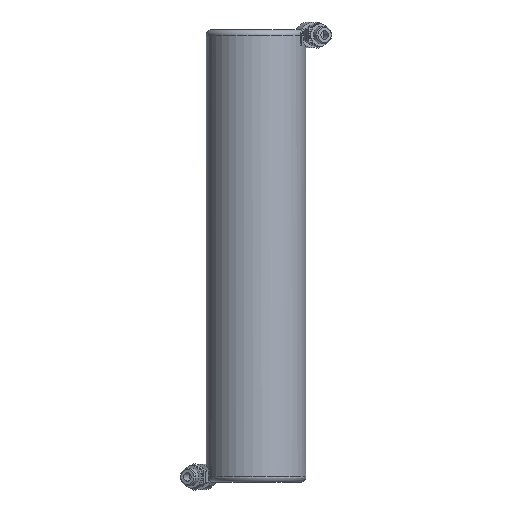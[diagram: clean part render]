
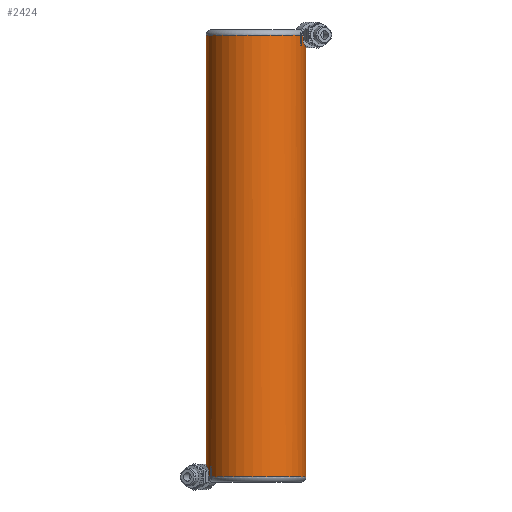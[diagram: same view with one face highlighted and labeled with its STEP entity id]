
A CAD part, front view. The second image highlights one B-rep face of the part: STEP entity #2424.
In plain terms, the highlighted cylindrical face has radius 37.5 mm (diameter 75 mm), a full revolution.
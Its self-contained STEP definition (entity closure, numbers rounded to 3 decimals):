
#114=ELLIPSE('',#2539,43.301,37.5);
#115=ELLIPSE('',#2541,43.301,37.5);
#116=ELLIPSE('',#2542,43.301,37.5);
#117=ELLIPSE('',#2544,43.301,37.5);
#120=B_SPLINE_CURVE_WITH_KNOTS('',3,(#3188,#3189,#3190,#3191,#3192,#3193,
#3194,#3195,#3196,#3197,#3198),.UNSPECIFIED.,.F.,.F.,(4,1,1,1,1,1,1,1,4),
(0.,0.001,0.002,0.005,
0.007,0.009,0.011,0.014,
0.018),.UNSPECIFIED.);
#121=B_SPLINE_CURVE_WITH_KNOTS('',3,(#3200,#3201,#3202,#3203,#3204,#3205),
 .UNSPECIFIED.,.F.,.F.,(4,1,1,4),(0.028,0.033,
0.036,0.038),.UNSPECIFIED.);
#122=B_SPLINE_CURVE_WITH_KNOTS('',3,(#3233,#3234,#3235,#3236,#3237,#3238,
#3239,#3240,#3241,#3242,#3243),.UNSPECIFIED.,.F.,.F.,(4,1,1,1,1,1,1,1,4),
(0.,0.001,0.002,0.005,
0.007,0.009,0.011,0.014,
0.018),.UNSPECIFIED.);
#123=B_SPLINE_CURVE_WITH_KNOTS('',3,(#3245,#3246,#3247,#3248,#3249,#3250),
 .UNSPECIFIED.,.F.,.F.,(4,1,1,4),(0.028,0.033,
0.036,0.038),.UNSPECIFIED.);
#200=CIRCLE('',#2538,37.5);
#201=CIRCLE('',#2540,37.5);
#202=CIRCLE('',#2543,37.5);
#203=CIRCLE('',#2545,37.5);
#268=ORIENTED_EDGE('',*,*,#768,.F.);
#269=ORIENTED_EDGE('',*,*,#769,.T.);
#270=ORIENTED_EDGE('',*,*,#770,.T.);
#271=ORIENTED_EDGE('',*,*,#771,.T.);
#272=ORIENTED_EDGE('',*,*,#772,.T.);
#273=ORIENTED_EDGE('',*,*,#773,.T.);
#274=ORIENTED_EDGE('',*,*,#774,.T.);
#275=ORIENTED_EDGE('',*,*,#775,.T.);
#276=ORIENTED_EDGE('',*,*,#776,.T.);
#277=ORIENTED_EDGE('',*,*,#777,.F.);
#278=ORIENTED_EDGE('',*,*,#778,.T.);
#279=ORIENTED_EDGE('',*,*,#779,.T.);
#280=ORIENTED_EDGE('',*,*,#780,.F.);
#281=ORIENTED_EDGE('',*,*,#781,.T.);
#282=ORIENTED_EDGE('',*,*,#782,.F.);
#283=ORIENTED_EDGE('',*,*,#783,.F.);
#284=ORIENTED_EDGE('',*,*,#784,.F.);
#285=ORIENTED_EDGE('',*,*,#785,.T.);
#286=ORIENTED_EDGE('',*,*,#786,.T.);
#287=ORIENTED_EDGE('',*,*,#787,.T.);
#768=EDGE_CURVE('',#1018,#1019,#1188,.T.);
#769=EDGE_CURVE('',#1018,#1020,#200,.T.);
#770=EDGE_CURVE('',#1020,#1021,#120,.T.);
#771=EDGE_CURVE('',#1021,#1022,#121,.T.);
#772=EDGE_CURVE('',#1022,#1023,#1189,.T.);
#773=EDGE_CURVE('',#1023,#1024,#114,.F.);
#774=EDGE_CURVE('',#1024,#1025,#1190,.F.);
#775=EDGE_CURVE('',#1025,#1026,#201,.T.);
#776=EDGE_CURVE('',#1026,#1027,#1191,.T.);
#777=EDGE_CURVE('',#1019,#1027,#115,.F.);
#778=EDGE_CURVE('',#1028,#1029,#116,.F.);
#779=EDGE_CURVE('',#1029,#1030,#1192,.T.);
#780=EDGE_CURVE('',#1031,#1030,#202,.T.);
#781=EDGE_CURVE('',#1031,#1032,#1193,.F.);
#782=EDGE_CURVE('',#1033,#1032,#117,.F.);
#783=EDGE_CURVE('',#1034,#1033,#1194,.F.);
#784=EDGE_CURVE('',#1035,#1034,#203,.T.);
#785=EDGE_CURVE('',#1035,#1036,#122,.T.);
#786=EDGE_CURVE('',#1036,#1037,#123,.T.);
#787=EDGE_CURVE('',#1037,#1028,#1195,.F.);
#1018=VERTEX_POINT('',#3184);
#1019=VERTEX_POINT('',#3185);
#1020=VERTEX_POINT('',#3187);
#1021=VERTEX_POINT('',#3199);
#1022=VERTEX_POINT('',#3206);
#1023=VERTEX_POINT('',#3208);
#1024=VERTEX_POINT('',#3210);
#1025=VERTEX_POINT('',#3212);
#1026=VERTEX_POINT('',#3214);
#1027=VERTEX_POINT('',#3216);
#1028=VERTEX_POINT('',#3219);
#1029=VERTEX_POINT('',#3220);
#1030=VERTEX_POINT('',#3222);
#1031=VERTEX_POINT('',#3224);
#1032=VERTEX_POINT('',#3226);
#1033=VERTEX_POINT('',#3228);
#1034=VERTEX_POINT('',#3230);
#1035=VERTEX_POINT('',#3232);
#1036=VERTEX_POINT('',#3244);
#1037=VERTEX_POINT('',#3251);
#1188=LINE('',#3183,#1284);
#1189=LINE('',#3207,#1285);
#1190=LINE('',#3211,#1286);
#1191=LINE('',#3215,#1287);
#1192=LINE('',#3221,#1288);
#1193=LINE('',#3225,#1289);
#1194=LINE('',#3229,#1290);
#1195=LINE('',#3252,#1291);
#1284=VECTOR('',#2723,1000.);
#1285=VECTOR('',#2726,1000.);
#1286=VECTOR('',#2729,1000.);
#1287=VECTOR('',#2732,1000.);
#1288=VECTOR('',#2737,1000.);
#1289=VECTOR('',#2740,1000.);
#1290=VECTOR('',#2743,1000.);
#1291=VECTOR('',#2746,1000.);
#1380=EDGE_LOOP('',(#268,#269,#270,#271,#272,#273,#274,#275,#276,#277));
#1381=EDGE_LOOP('',(#278,#279,#280,#281,#282,#283,#284,#285,#286,#287));
#1516=FACE_BOUND('',#1380,.T.);
#1517=FACE_BOUND('',#1381,.T.);
#1652=CYLINDRICAL_SURFACE('',#2537,37.5);
#2424=ADVANCED_FACE('',(#1516,#1517),#1652,.T.);
#2537=AXIS2_PLACEMENT_3D('',#3182,#2721,#2722);
#2538=AXIS2_PLACEMENT_3D('',#3186,#2724,#2725);
#2539=AXIS2_PLACEMENT_3D('',#3209,#2727,#2728);
#2540=AXIS2_PLACEMENT_3D('',#3213,#2730,#2731);
#2541=AXIS2_PLACEMENT_3D('',#3217,#2733,#2734);
#2542=AXIS2_PLACEMENT_3D('',#3218,#2735,#2736);
#2543=AXIS2_PLACEMENT_3D('',#3223,#2738,#2739);
#2544=AXIS2_PLACEMENT_3D('',#3227,#2741,#2742);
#2545=AXIS2_PLACEMENT_3D('',#3231,#2744,#2745);
#2721=DIRECTION('',(0.,0.,-1.));
#2722=DIRECTION('',(-1.,0.,0.));
#2723=DIRECTION('',(0.,0.,-1.));
#2724=DIRECTION('',(0.,0.,-1.));
#2725=DIRECTION('',(-1.,0.,0.));
#2726=DIRECTION('',(0.,0.,-1.));
#2727=DIRECTION('',(0.433,0.25,0.866));
#2728=DIRECTION('',(0.75,0.433,-0.5));
#2729=DIRECTION('',(0.,0.,-1.));
#2730=DIRECTION('',(0.,0.,-1.));
#2731=DIRECTION('',(-1.,0.,0.));
#2732=DIRECTION('',(0.,0.,-1.));
#2733=DIRECTION('',(-0.433,-0.25,-0.866));
#2734=DIRECTION('',(0.75,0.433,-0.5));
#2735=DIRECTION('',(-0.433,0.25,-0.866));
#2736=DIRECTION('',(0.75,-0.433,-0.5));
#2737=DIRECTION('',(0.,0.,-1.));
#2738=DIRECTION('',(0.,0.,-1.));
#2739=DIRECTION('',(-1.,0.,0.));
#2740=DIRECTION('',(0.,0.,-1.));
#2741=DIRECTION('',(0.433,-0.25,0.866));
#2742=DIRECTION('',(0.75,-0.433,-0.5));
#2743=DIRECTION('',(0.,0.,-1.));
#2744=DIRECTION('',(0.,0.,-1.));
#2745=DIRECTION('',(-1.,0.,0.));
#2746=DIRECTION('',(0.,0.,-1.));
#3182=CARTESIAN_POINT('',(0.,37.5,-340.));
#3183=CARTESIAN_POINT('',(33.467,20.583,-340.));
#3184=CARTESIAN_POINT('',(33.467,20.583,-3.975));
#3185=CARTESIAN_POINT('',(33.467,20.583,-11.481));
#3186=CARTESIAN_POINT('',(0.,37.5,-3.975));
#3187=CARTESIAN_POINT('',(34.224,52.828,-3.975));
#3188=CARTESIAN_POINT('',(34.224,52.828,-3.975));
#3189=CARTESIAN_POINT('',(34.224,52.828,-4.365));
#3190=CARTESIAN_POINT('',(34.327,52.6,-5.108));
#3191=CARTESIAN_POINT('',(34.714,51.702,-6.312));
#3192=CARTESIAN_POINT('',(35.257,50.319,-7.494));
#3193=CARTESIAN_POINT('',(35.869,48.497,-8.746));
#3194=CARTESIAN_POINT('',(36.397,46.601,-9.866));
#3195=CARTESIAN_POINT('',(36.833,44.638,-10.897));
#3196=CARTESIAN_POINT('',(37.281,41.942,-12.16));
#3197=CARTESIAN_POINT('',(37.457,39.812,-12.984));
#3198=CARTESIAN_POINT('',(37.49,38.36,-13.454));
#3199=CARTESIAN_POINT('',(37.49,38.36,-13.454));
#3200=CARTESIAN_POINT('',(37.49,38.36,-13.454));
#3201=CARTESIAN_POINT('',(37.53,36.636,-13.399));
#3202=CARTESIAN_POINT('',(37.405,34.017,-13.144));
#3203=CARTESIAN_POINT('',(36.911,30.735,-12.158));
#3204=CARTESIAN_POINT('',(36.577,29.199,-11.374));
#3205=CARTESIAN_POINT('',(36.403,28.495,-10.901));
#3206=CARTESIAN_POINT('',(36.403,28.495,-10.901));
#3207=CARTESIAN_POINT('',(36.403,28.495,-340.));
#3208=CARTESIAN_POINT('',(36.403,28.495,-11.191));
#3209=CARTESIAN_POINT('',(0.,37.5,4.411));
#3210=CARTESIAN_POINT('',(35.203,24.577,-9.46));
#3211=CARTESIAN_POINT('',(35.203,24.577,-340.));
#3212=CARTESIAN_POINT('',(35.203,24.577,-3.975));
#3213=CARTESIAN_POINT('',(0.,37.5,-3.975));
#3214=CARTESIAN_POINT('',(34.073,21.838,-3.975));
#3215=CARTESIAN_POINT('',(34.073,21.838,-340.));
#3216=CARTESIAN_POINT('',(34.073,21.838,-12.146));
#3217=CARTESIAN_POINT('',(0.,37.5,0.37));
#3218=CARTESIAN_POINT('',(0.,37.5,-344.411));
#3219=CARTESIAN_POINT('',(-36.403,28.495,-328.809));
#3220=CARTESIAN_POINT('',(-35.203,24.577,-330.54));
#3221=CARTESIAN_POINT('',(-35.203,24.577,-340.));
#3222=CARTESIAN_POINT('',(-35.203,24.577,-336.025));
#3223=CARTESIAN_POINT('',(0.,37.5,-336.025));
#3224=CARTESIAN_POINT('',(-34.073,21.838,-336.025));
#3225=CARTESIAN_POINT('',(-34.073,21.838,-340.));
#3226=CARTESIAN_POINT('',(-34.073,21.838,-327.854));
#3227=CARTESIAN_POINT('',(0.,37.5,-340.37));
#3228=CARTESIAN_POINT('',(-33.467,20.583,-328.519));
#3229=CARTESIAN_POINT('',(-33.467,20.583,-340.));
#3230=CARTESIAN_POINT('',(-33.467,20.583,-336.025));
#3231=CARTESIAN_POINT('',(0.,37.5,-336.025));
#3232=CARTESIAN_POINT('',(-34.224,52.828,-336.025));
#3233=CARTESIAN_POINT('',(-34.224,52.828,-336.025));
#3234=CARTESIAN_POINT('',(-34.224,52.828,-335.635));
#3235=CARTESIAN_POINT('',(-34.327,52.6,-334.892));
#3236=CARTESIAN_POINT('',(-34.714,51.702,-333.688));
#3237=CARTESIAN_POINT('',(-35.257,50.319,-332.506));
#3238=CARTESIAN_POINT('',(-35.869,48.497,-331.254));
#3239=CARTESIAN_POINT('',(-36.397,46.601,-330.134));
#3240=CARTESIAN_POINT('',(-36.833,44.638,-329.103));
#3241=CARTESIAN_POINT('',(-37.281,41.942,-327.84));
#3242=CARTESIAN_POINT('',(-37.457,39.812,-327.016));
#3243=CARTESIAN_POINT('',(-37.49,38.36,-326.546));
#3244=CARTESIAN_POINT('',(-37.49,38.36,-326.546));
#3245=CARTESIAN_POINT('',(-37.49,38.36,-326.546));
#3246=CARTESIAN_POINT('',(-37.53,36.636,-326.601));
#3247=CARTESIAN_POINT('',(-37.405,34.017,-326.856));
#3248=CARTESIAN_POINT('',(-36.911,30.735,-327.842));
#3249=CARTESIAN_POINT('',(-36.577,29.199,-328.626));
#3250=CARTESIAN_POINT('',(-36.403,28.495,-329.099));
#3251=CARTESIAN_POINT('',(-36.403,28.495,-329.099));
#3252=CARTESIAN_POINT('',(-36.403,28.495,-340.));
